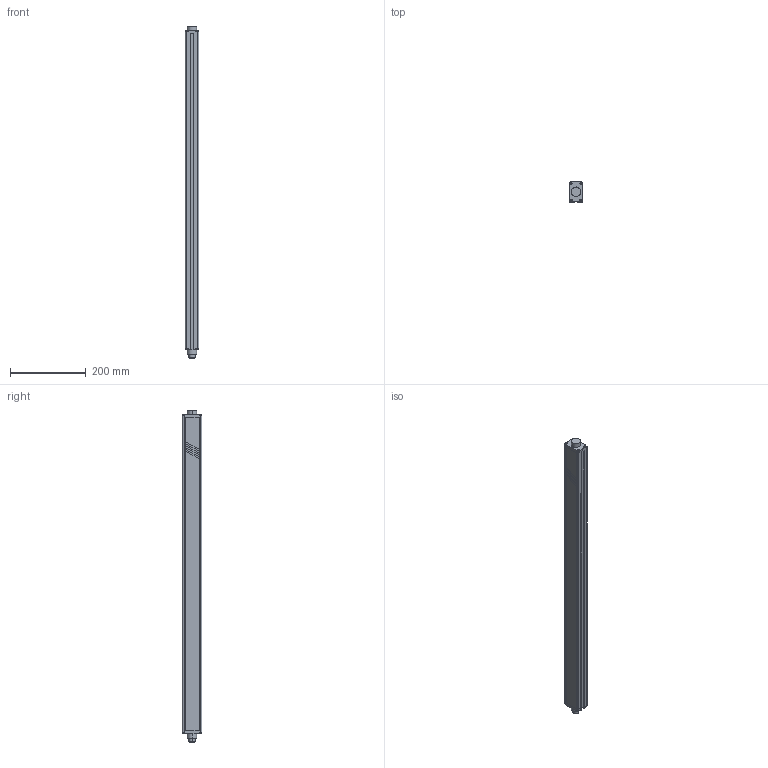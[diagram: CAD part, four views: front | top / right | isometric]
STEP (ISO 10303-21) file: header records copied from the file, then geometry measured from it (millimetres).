
FILE_DESCRIPTION((''),'2;1');
FILE_NAME('PRT0002','2022-01-21T',('EDY'),(''),'CREO PARAMETRIC BY PTC INC, 2018070','CREO PARAMETRIC BY PTC INC, 2018070','');
FILE_SCHEMA(('CONFIG_CONTROL_DESIGN'));
Length unit declared in the file: millimetre
Products named in the file (1): PRT0002
Bounding box: 36 x 52 x 879 mm (x, y, z)
Volume: 1417396.5 mm3; surface area: 231823.9 mm2
Topology: 1 solids, 1 shells, 450 faces, 1259 edges, 780 vertices
Faces by surface type: plane 274, cylinder 117, cone 24, sphere 16, bspline 11, torus 8
Entity records: 14599 total; most frequent: CARTESIAN_POINT 3001, DIRECTION 2464, ORIENTED_EDGE 2412, EDGE_CURVE 1206, AXIS2_PLACEMENT_3D 862, VERTEX_POINT 780, VECTOR 740, LINE 740
